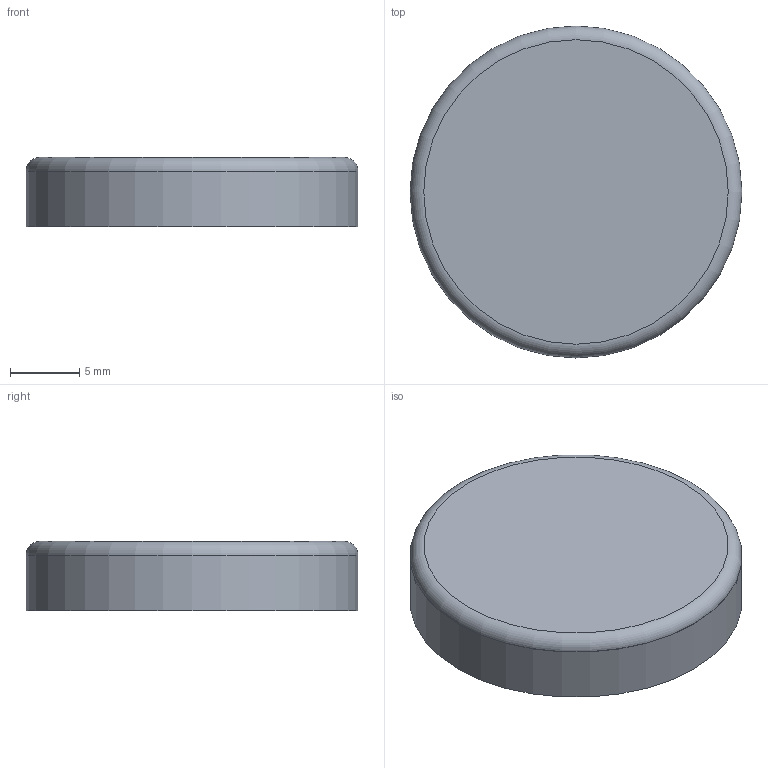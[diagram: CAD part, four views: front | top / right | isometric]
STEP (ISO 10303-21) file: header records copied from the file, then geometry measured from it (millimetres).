
FILE_DESCRIPTION(('Open CASCADE Model'),'2;1');
FILE_NAME('Open CASCADE Shape Model','2024-07-15T15:34:43',('Author'),( 'Open CASCADE'),'Open CASCADE STEP processor 7.7','Open CASCADE 7.7' ,'Unknown');
FILE_SCHEMA(('AUTOMOTIVE_DESIGN { 1 0 10303 214 1 1 1 1 }'));
Length unit declared in the file: millimetre
Products named in the file (6): 601faaba-42b7-11ef-b7b8-300505fafcf2; 601faabb-42b7-11ef-b60e-300505fafcf2; 601faabb-42b7-11ef-b60e-300505fafcf2_part; 604f5ae7-42b7-11ef-82fe-300505fafcf2; 604f5ae7-42b7-11ef-82fe-300505fafcf2_part
Assembly tree (5 placements, depth 4):
  601faaba-42b7-11ef-b7b8-300505fafcf2
    601faaba-42b7-11ef-b7b8-300505fafcf2
      601faabb-42b7-11ef-b60e-300505fafcf2
        601faabb-42b7-11ef-b60e-300505fafcf2_part
      604f5ae7-42b7-11ef-82fe-300505fafcf2
        604f5ae7-42b7-11ef-82fe-300505fafcf2_part
Bounding box: 24 x 24 x 5 mm (x, y, z)
Volume: 1162.7 mm3; surface area: 1713.2 mm2
Topology: 2 solids, 2 shells, 9 faces, 13 edges, 8 vertices
Faces by surface type: plane 4, cylinder 3, torus 2
Full cylindrical faces by diameter (mm): 22 x1, 24 x2
Entity records: 468 total; most frequent: DIRECTION 75, CARTESIAN_POINT 66, ORIENTED_EDGE 26, PCURVE 26, DEFINITIONAL_REPRESENTATION 26, AXIS2_PLACEMENT_3D 25, LINE 19, VECTOR 19
